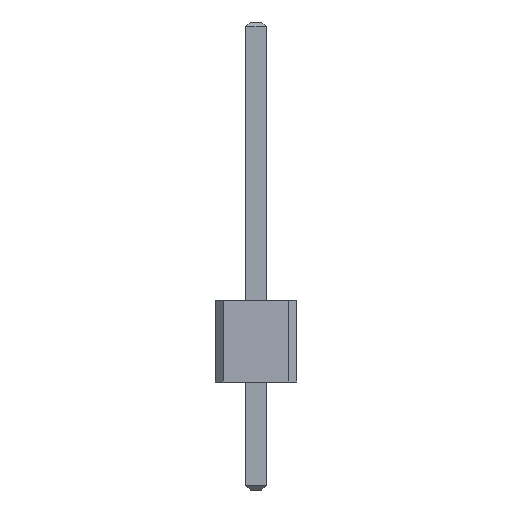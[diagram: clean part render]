
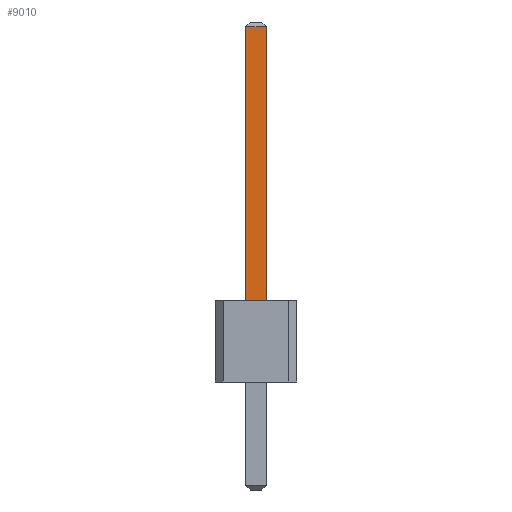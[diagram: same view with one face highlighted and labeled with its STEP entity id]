
A CAD part, front view. The second image highlights one B-rep face of the part: STEP entity #9010.
In plain terms, the highlighted face is planar.
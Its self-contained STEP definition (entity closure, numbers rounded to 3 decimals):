
#111 = PLANE('',#112);
#112 = AXIS2_PLACEMENT_3D('',#113,#114,#115);
#113 = CARTESIAN_POINT('',(8.89,0.,2.5));
#114 = DIRECTION('',(0.,0.,1.));
#115 = DIRECTION('',(1.,0.,0.));
#4317 = VERTEX_POINT('',#4318);
#4318 = CARTESIAN_POINT('',(18.1,0.32,2.5));
#4331 = PLANE('',#4332);
#4332 = AXIS2_PLACEMENT_3D('',#4333,#4334,#4335);
#4333 = CARTESIAN_POINT('',(18.1,0.32,-3.3));
#4334 = DIRECTION('',(0.,-1.,0.));
#4335 = DIRECTION('',(-1.,0.,0.));
#4342 = EDGE_CURVE('',#4317,#4343,#4345,.T.);
#4343 = VERTEX_POINT('',#4344);
#4344 = CARTESIAN_POINT('',(18.1,-0.32,2.5));
#4345 = SURFACE_CURVE('',#4346,(#4350,#4356),.PCURVE_S1.);
#4346 = LINE('',#4347,#4348);
#4347 = CARTESIAN_POINT('',(18.1,-0.16,2.5));
#4348 = VECTOR('',#4349,1.);
#4349 = DIRECTION('',(-0.,-1.,0.));
#4350 = PCURVE('',#111,#4351);
#4351 = DEFINITIONAL_REPRESENTATION('',(#4352),#4355);
#4352 = B_SPLINE_CURVE_WITH_KNOTS('',1,(#4353,#4354),.UNSPECIFIED.,.F.,
  .F.,(2,2),(-0.544,0.224),.PIECEWISE_BEZIER_KNOTS.);
#4353 = CARTESIAN_POINT('',(9.21,0.384));
#4354 = CARTESIAN_POINT('',(9.21,-0.384));
#4355 = ( GEOMETRIC_REPRESENTATION_CONTEXT(2) 
PARAMETRIC_REPRESENTATION_CONTEXT() REPRESENTATION_CONTEXT('2D SPACE',''
  ) );
#4356 = PCURVE('',#4357,#4362);
#4357 = PLANE('',#4358);
#4358 = AXIS2_PLACEMENT_3D('',#4359,#4360,#4361);
#4359 = CARTESIAN_POINT('',(18.1,-0.32,-3.3));
#4360 = DIRECTION('',(-1.,0.,0.));
#4361 = DIRECTION('',(0.,1.,0.));
#4362 = DEFINITIONAL_REPRESENTATION('',(#4363),#4366);
#4363 = B_SPLINE_CURVE_WITH_KNOTS('',1,(#4364,#4365),.UNSPECIFIED.,.F.,
  .F.,(2,2),(-0.544,0.224),.PIECEWISE_BEZIER_KNOTS.);
#4364 = CARTESIAN_POINT('',(0.704,-5.8));
#4365 = CARTESIAN_POINT('',(-0.064,-5.8));
#4366 = ( GEOMETRIC_REPRESENTATION_CONTEXT(2) 
PARAMETRIC_REPRESENTATION_CONTEXT() REPRESENTATION_CONTEXT('2D SPACE',''
  ) );
#4381 = PLANE('',#4382);
#4382 = AXIS2_PLACEMENT_3D('',#4383,#4384,#4385);
#4383 = CARTESIAN_POINT('',(17.46,-0.32,-3.3));
#4384 = DIRECTION('',(0.,1.,0.));
#4385 = DIRECTION('',(1.,0.,0.));
#8963 = VERTEX_POINT('',#8964);
#8964 = CARTESIAN_POINT('',(18.1,-0.32,10.85));
#8990 = EDGE_CURVE('',#4343,#8963,#8991,.T.);
#8991 = SURFACE_CURVE('',#8992,(#8996,#9003),.PCURVE_S1.);
#8992 = LINE('',#8993,#8994);
#8993 = CARTESIAN_POINT('',(18.1,-0.32,-3.3));
#8994 = VECTOR('',#8995,1.);
#8995 = DIRECTION('',(0.,0.,1.));
#8996 = PCURVE('',#4381,#8997);
#8997 = DEFINITIONAL_REPRESENTATION('',(#8998),#9002);
#8998 = LINE('',#8999,#9000);
#8999 = CARTESIAN_POINT('',(0.64,0.));
#9000 = VECTOR('',#9001,1.);
#9001 = DIRECTION('',(0.,-1.));
#9002 = ( GEOMETRIC_REPRESENTATION_CONTEXT(2) 
PARAMETRIC_REPRESENTATION_CONTEXT() REPRESENTATION_CONTEXT('2D SPACE',''
  ) );
#9003 = PCURVE('',#4357,#9004);
#9004 = DEFINITIONAL_REPRESENTATION('',(#9005),#9009);
#9005 = LINE('',#9006,#9007);
#9006 = CARTESIAN_POINT('',(0.,0.));
#9007 = VECTOR('',#9008,1.);
#9008 = DIRECTION('',(0.,-1.));
#9009 = ( GEOMETRIC_REPRESENTATION_CONTEXT(2) 
PARAMETRIC_REPRESENTATION_CONTEXT() REPRESENTATION_CONTEXT('2D SPACE',''
  ) );
#9010 = ADVANCED_FACE('',(#9011),#4357,.F.);
#9011 = FACE_BOUND('',#9012,.F.);
#9012 = EDGE_LOOP('',(#9013,#9014,#9015,#9043));
#9013 = ORIENTED_EDGE('',*,*,#4342,.T.);
#9014 = ORIENTED_EDGE('',*,*,#8990,.T.);
#9015 = ORIENTED_EDGE('',*,*,#9016,.T.);
#9016 = EDGE_CURVE('',#8963,#9017,#9019,.T.);
#9017 = VERTEX_POINT('',#9018);
#9018 = CARTESIAN_POINT('',(18.1,0.32,10.85));
#9019 = SURFACE_CURVE('',#9020,(#9024,#9031),.PCURVE_S1.);
#9020 = LINE('',#9021,#9022);
#9021 = CARTESIAN_POINT('',(18.1,-0.32,10.85));
#9022 = VECTOR('',#9023,1.);
#9023 = DIRECTION('',(0.,1.,0.));
#9024 = PCURVE('',#4357,#9025);
#9025 = DEFINITIONAL_REPRESENTATION('',(#9026),#9030);
#9026 = LINE('',#9027,#9028);
#9027 = CARTESIAN_POINT('',(0.,-14.15));
#9028 = VECTOR('',#9029,1.);
#9029 = DIRECTION('',(1.,0.));
#9030 = ( GEOMETRIC_REPRESENTATION_CONTEXT(2) 
PARAMETRIC_REPRESENTATION_CONTEXT() REPRESENTATION_CONTEXT('2D SPACE',''
  ) );
#9031 = PCURVE('',#9032,#9037);
#9032 = PLANE('',#9033);
#9033 = AXIS2_PLACEMENT_3D('',#9034,#9035,#9036);
#9034 = CARTESIAN_POINT('',(18.025,-0.32,10.925));
#9035 = DIRECTION('',(-0.707,0.,-0.707
    ));
#9036 = DIRECTION('',(0.,1.,0.));
#9037 = DEFINITIONAL_REPRESENTATION('',(#9038),#9042);
#9038 = LINE('',#9039,#9040);
#9039 = CARTESIAN_POINT('',(0.,0.106));
#9040 = VECTOR('',#9041,1.);
#9041 = DIRECTION('',(1.,0.));
#9042 = ( GEOMETRIC_REPRESENTATION_CONTEXT(2) 
PARAMETRIC_REPRESENTATION_CONTEXT() REPRESENTATION_CONTEXT('2D SPACE',''
  ) );
#9043 = ORIENTED_EDGE('',*,*,#9044,.F.);
#9044 = EDGE_CURVE('',#4317,#9017,#9045,.T.);
#9045 = SURFACE_CURVE('',#9046,(#9050,#9057),.PCURVE_S1.);
#9046 = LINE('',#9047,#9048);
#9047 = CARTESIAN_POINT('',(18.1,0.32,-3.3));
#9048 = VECTOR('',#9049,1.);
#9049 = DIRECTION('',(0.,0.,1.));
#9050 = PCURVE('',#4357,#9051);
#9051 = DEFINITIONAL_REPRESENTATION('',(#9052),#9056);
#9052 = LINE('',#9053,#9054);
#9053 = CARTESIAN_POINT('',(0.64,0.));
#9054 = VECTOR('',#9055,1.);
#9055 = DIRECTION('',(0.,-1.));
#9056 = ( GEOMETRIC_REPRESENTATION_CONTEXT(2) 
PARAMETRIC_REPRESENTATION_CONTEXT() REPRESENTATION_CONTEXT('2D SPACE',''
  ) );
#9057 = PCURVE('',#4331,#9058);
#9058 = DEFINITIONAL_REPRESENTATION('',(#9059),#9063);
#9059 = LINE('',#9060,#9061);
#9060 = CARTESIAN_POINT('',(0.,-0.));
#9061 = VECTOR('',#9062,1.);
#9062 = DIRECTION('',(0.,-1.));
#9063 = ( GEOMETRIC_REPRESENTATION_CONTEXT(2) 
PARAMETRIC_REPRESENTATION_CONTEXT() REPRESENTATION_CONTEXT('2D SPACE',''
  ) );
